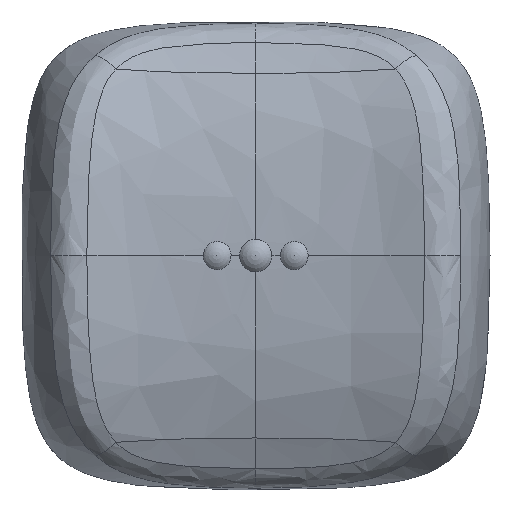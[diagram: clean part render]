
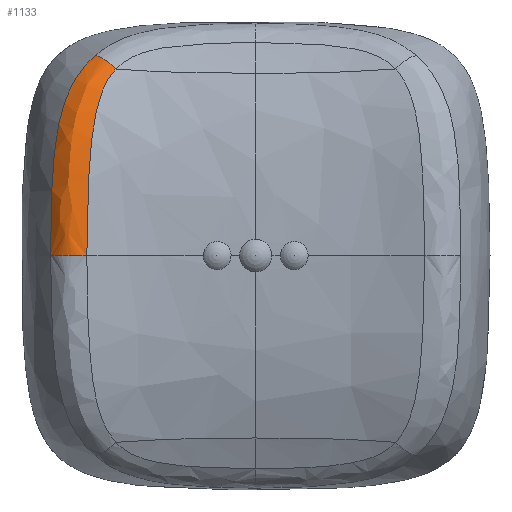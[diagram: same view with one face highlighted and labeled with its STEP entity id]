
A CAD part, top view. The second image highlights one B-rep face of the part: STEP entity #1133.
In plain terms, the highlighted free-form (B-spline) face has degree [3, 3] with [5, 7] control points.
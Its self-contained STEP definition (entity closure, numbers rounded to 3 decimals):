
#37=B_SPLINE_SURFACE_WITH_KNOTS('',3,3,((#13555,#13556,#13557,#13558,#13559,
#13560,#13561),(#13562,#13563,#13564,#13565,#13566,#13567,#13568),(#13569,
#13570,#13571,#13572,#13573,#13574,#13575),(#13576,#13577,#13578,#13579,
#13580,#13581,#13582),(#13583,#13584,#13585,#13586,#13587,#13588,#13589)),
 .UNSPECIFIED.,.F.,.F.,.F.,(4,1,4),(4,1,1,1,4),(0.,0.5,1.),(0.,0.307,
0.511,0.613,0.715),.UNSPECIFIED.);
#51=B_SPLINE_CURVE_WITH_KNOTS('',3,(#1937,#1938,#1939,#1940,#1941,#1942,
#1943),.UNSPECIFIED.,.F.,.F.,(4,1,1,1,4),(0.,0.307,0.511,
0.613,0.715),.UNSPECIFIED.);
#80=B_SPLINE_CURVE_WITH_KNOTS('',3,(#13442,#13443,#13444,#13445,#13446,
#13447,#13448),.UNSPECIFIED.,.F.,.F.,(4,1,1,1,4),(-0.715,-0.613,
-0.511,-0.307,0.),.UNSPECIFIED.);
#194=FACE_OUTER_BOUND('',#269,.T.);
#269=EDGE_LOOP('',(#1018,#1019,#1020,#1021));
#321=CIRCLE('',#1245,1.26);
#322=CIRCLE('',#1246,1.26);
#525=VERTEX_POINT('',#1926);
#526=VERTEX_POINT('',#1936);
#553=VERTEX_POINT('',#13432);
#554=VERTEX_POINT('',#13441);
#665=EDGE_CURVE('',#526,#525,#51,.T.);
#706=EDGE_CURVE('',#554,#553,#80,.T.);
#713=EDGE_CURVE('',#526,#553,#321,.T.);
#714=EDGE_CURVE('',#525,#554,#322,.T.);
#1018=ORIENTED_EDGE('',*,*,#714,.T.);
#1019=ORIENTED_EDGE('',*,*,#706,.T.);
#1020=ORIENTED_EDGE('',*,*,#713,.F.);
#1021=ORIENTED_EDGE('',*,*,#665,.T.);
#1133=ADVANCED_FACE('',(#194),#37,.F.);
#1245=AXIS2_PLACEMENT_3D('',#13554,#1494,#1495);
#1246=AXIS2_PLACEMENT_3D('',#13590,#1496,#1497);
#1494=DIRECTION('center_axis',(0.,-1.,
0.));
#1495=DIRECTION('ref_axis',(0.293,0.,0.956));
#1496=DIRECTION('center_axis',(-0.685,-0.606,0.404));
#1497=DIRECTION('ref_axis',(0.213,0.365,0.907));
#1926=CARTESIAN_POINT('',(-5.372,7.167,4.215));
#1936=CARTESIAN_POINT('',(-6.484,0.,5.536));
#1937=CARTESIAN_POINT('Ctrl Pts',(-6.484,0.,
5.536));
#1938=CARTESIAN_POINT('Ctrl Pts',(-6.484,1.045,5.536));
#1939=CARTESIAN_POINT('Ctrl Pts',(-6.451,2.802,5.487));
#1940=CARTESIAN_POINT('Ctrl Pts',(-6.275,4.973,5.121));
#1941=CARTESIAN_POINT('Ctrl Pts',(-5.927,6.344,4.658));
#1942=CARTESIAN_POINT('Ctrl Pts',(-5.587,6.924,4.363));
#1943=CARTESIAN_POINT('Ctrl Pts',(-5.372,7.167,4.215));
#13432=CARTESIAN_POINT('',(-7.877,0.,5.065));
#13441=CARTESIAN_POINT('',(-6.158,7.689,3.669));
#13442=CARTESIAN_POINT('Ctrl Pts',(-6.158,7.689,3.669));
#13443=CARTESIAN_POINT('Ctrl Pts',(-6.486,7.404,3.854));
#13444=CARTESIAN_POINT('Ctrl Pts',(-7.068,6.667,4.197));
#13445=CARTESIAN_POINT('Ctrl Pts',(-7.639,5.055,4.631));
#13446=CARTESIAN_POINT('Ctrl Pts',(-7.848,2.821,4.997));
#13447=CARTESIAN_POINT('Ctrl Pts',(-7.877,1.059,5.065));
#13448=CARTESIAN_POINT('Ctrl Pts',(-7.877,0.,
5.065));
#13554=CARTESIAN_POINT('Origin',(-6.853,0.,4.332));
#13555=CARTESIAN_POINT('Ctrl Pts',(-6.484,0.,
5.536));
#13556=CARTESIAN_POINT('Ctrl Pts',(-6.484,1.045,5.536));
#13557=CARTESIAN_POINT('Ctrl Pts',(-6.451,2.802,5.487));
#13558=CARTESIAN_POINT('Ctrl Pts',(-6.275,4.973,5.121));
#13559=CARTESIAN_POINT('Ctrl Pts',(-5.927,6.344,4.658));
#13560=CARTESIAN_POINT('Ctrl Pts',(-5.587,6.924,4.363));
#13561=CARTESIAN_POINT('Ctrl Pts',(-5.372,7.167,4.215));
#13562=CARTESIAN_POINT('Ctrl Pts',(-6.734,0.,
5.613));
#13563=CARTESIAN_POINT('Ctrl Pts',(-6.734,1.051,5.613));
#13564=CARTESIAN_POINT('Ctrl Pts',(-6.703,2.817,5.564));
#13565=CARTESIAN_POINT('Ctrl Pts',(-6.52,5.026,5.185));
#13566=CARTESIAN_POINT('Ctrl Pts',(-6.124,6.447,4.681));
#13567=CARTESIAN_POINT('Ctrl Pts',(-5.738,7.05,4.355));
#13568=CARTESIAN_POINT('Ctrl Pts',(-5.503,7.3,4.193));
#13569=CARTESIAN_POINT('Ctrl Pts',(-7.283,0.,
5.605));
#13570=CARTESIAN_POINT('Ctrl Pts',(-7.283,1.061,5.605));
#13571=CARTESIAN_POINT('Ctrl Pts',(-7.257,2.837,5.551));
#13572=CARTESIAN_POINT('Ctrl Pts',(-7.056,5.102,5.158));
#13573=CARTESIAN_POINT('Ctrl Pts',(-6.547,6.618,4.619));
#13574=CARTESIAN_POINT('Ctrl Pts',(-6.062,7.271,4.252));
#13575=CARTESIAN_POINT('Ctrl Pts',(-5.783,7.534,4.07));
#13576=CARTESIAN_POINT('Ctrl Pts',(-7.725,0.,
5.278));
#13577=CARTESIAN_POINT('Ctrl Pts',(-7.725,1.061,5.278));
#13578=CARTESIAN_POINT('Ctrl Pts',(-7.698,2.83,5.215));
#13579=CARTESIAN_POINT('Ctrl Pts',(-7.488,5.085,4.837));
#13580=CARTESIAN_POINT('Ctrl Pts',(-6.919,6.673,4.359));
#13581=CARTESIAN_POINT('Ctrl Pts',(-6.36,7.382,4.003));
#13582=CARTESIAN_POINT('Ctrl Pts',(-6.045,7.66,3.816));
#13583=CARTESIAN_POINT('Ctrl Pts',(-7.877,0.,
5.065));
#13584=CARTESIAN_POINT('Ctrl Pts',(-7.877,1.059,5.065));
#13585=CARTESIAN_POINT('Ctrl Pts',(-7.848,2.821,4.997));
#13586=CARTESIAN_POINT('Ctrl Pts',(-7.639,5.055,4.631));
#13587=CARTESIAN_POINT('Ctrl Pts',(-7.068,6.667,4.197));
#13588=CARTESIAN_POINT('Ctrl Pts',(-6.486,7.404,3.854));
#13589=CARTESIAN_POINT('Ctrl Pts',(-6.158,7.689,3.669));
#13590=CARTESIAN_POINT('Origin',(-5.64,6.707,3.073));
